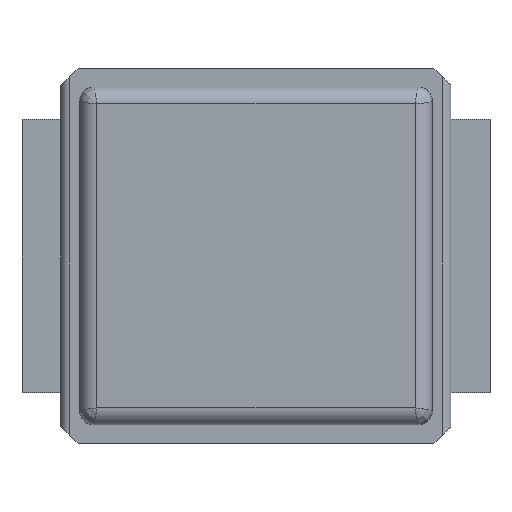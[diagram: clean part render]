
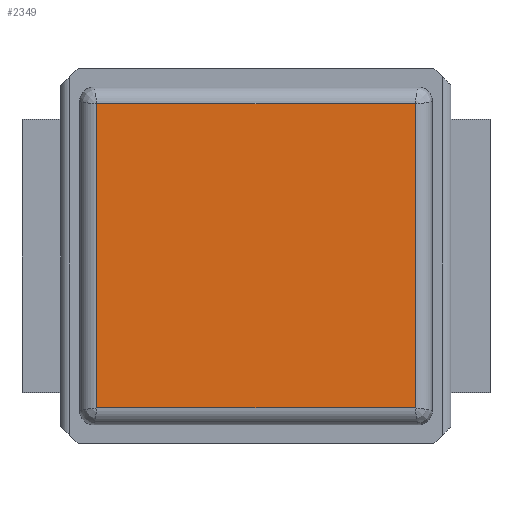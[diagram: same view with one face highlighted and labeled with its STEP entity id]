
A CAD part, top view. The second image highlights one B-rep face of the part: STEP entity #2349.
In plain terms, the highlighted planar face has unit normal (0, 0, 1).
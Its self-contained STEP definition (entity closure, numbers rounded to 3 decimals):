
#1936 = VERTEX_POINT('',#1937);
#1937 = CARTESIAN_POINT('',(-1.634,1.559,0.565));
#2027 = VERTEX_POINT('',#2028);
#2028 = CARTESIAN_POINT('',(-1.634,-1.559,0.565));
#2041 = EDGE_CURVE('',#2027,#1936,#2042,.T.);
#2042 = LINE('',#2043,#2044);
#2043 = CARTESIAN_POINT('',(-1.634,-1.587,0.565));
#2044 = VECTOR('',#2045,1.);
#2045 = DIRECTION('',(0.,1.,0.));
#2127 = VERTEX_POINT('',#2128);
#2128 = CARTESIAN_POINT('',(1.634,-1.559,0.565));
#2139 = EDGE_CURVE('',#2127,#2027,#2140,.T.);
#2140 = LINE('',#2141,#2142);
#2141 = CARTESIAN_POINT('',(1.662,-1.559,0.565));
#2142 = VECTOR('',#2143,1.);
#2143 = DIRECTION('',(-1.,-0.,-0.));
#2225 = VERTEX_POINT('',#2226);
#2226 = CARTESIAN_POINT('',(1.634,1.559,0.565));
#2239 = EDGE_CURVE('',#2225,#2127,#2240,.T.);
#2240 = LINE('',#2241,#2242);
#2241 = CARTESIAN_POINT('',(1.634,1.587,0.565));
#2242 = VECTOR('',#2243,1.);
#2243 = DIRECTION('',(-0.,-1.,-0.));
#2327 = EDGE_CURVE('',#1936,#2225,#2328,.T.);
#2328 = LINE('',#2329,#2330);
#2329 = CARTESIAN_POINT('',(-1.662,1.559,0.565));
#2330 = VECTOR('',#2331,1.);
#2331 = DIRECTION('',(1.,0.,0.));
#2349 = ADVANCED_FACE('',(#2350),#2356,.T.);
#2350 = FACE_BOUND('',#2351,.T.);
#2351 = EDGE_LOOP('',(#2352,#2353,#2354,#2355));
#2352 = ORIENTED_EDGE('',*,*,#2139,.F.);
#2353 = ORIENTED_EDGE('',*,*,#2239,.F.);
#2354 = ORIENTED_EDGE('',*,*,#2327,.F.);
#2355 = ORIENTED_EDGE('',*,*,#2041,.F.);
#2356 = PLANE('',#2357);
#2357 = AXIS2_PLACEMENT_3D('',#2358,#2359,#2360);
#2358 = CARTESIAN_POINT('',(-1.808,-1.733,0.565));
#2359 = DIRECTION('',(0.,0.,1.));
#2360 = DIRECTION('',(1.,0.,0.));
